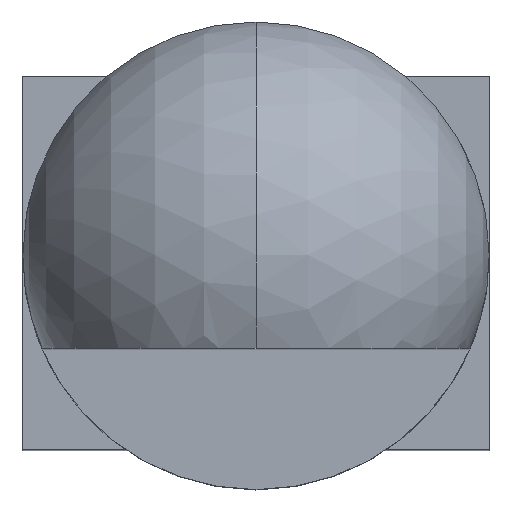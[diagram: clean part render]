
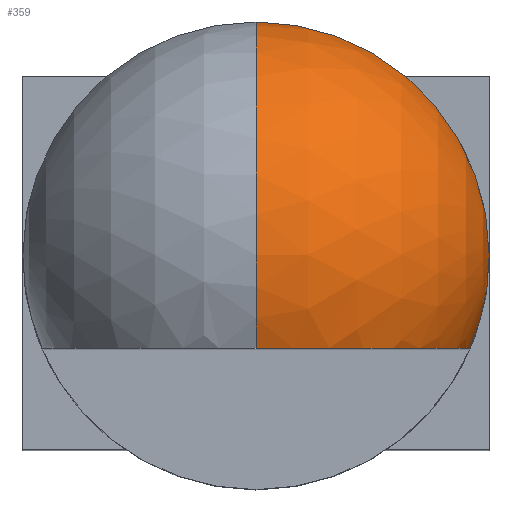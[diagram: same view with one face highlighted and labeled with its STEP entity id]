
A CAD part, top view. The second image highlights one B-rep face of the part: STEP entity #359.
In plain terms, the highlighted spherical face has radius 2.5 mm.
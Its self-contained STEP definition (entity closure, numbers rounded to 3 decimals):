
#5 = VERTEX_POINT ( 'NONE', #658 ) ;
#20 = AXIS2_PLACEMENT_3D ( 'NONE', #546, #595, #26 ) ;
#26 = DIRECTION ( 'NONE',  ( 1., 0., 0. ) ) ;
#38 = VERTEX_POINT ( 'NONE', #442 ) ;
#63 = AXIS2_PLACEMENT_3D ( 'NONE', #105, #426, #423 ) ;
#69 = DIRECTION ( 'NONE',  ( 0., 1., 0. ) ) ;
#71 = EDGE_CURVE ( 'NONE', #5, #563, #108, .T. ) ;
#81 = CIRCLE ( 'NONE', #104, 2.5 ) ;
#86 = CIRCLE ( 'NONE', #63, 2.5 ) ;
#92 = EDGE_CURVE ( 'NONE', #356, #5, #435, .T. ) ;
#104 = AXIS2_PLACEMENT_3D ( 'NONE', #491, #540, #116 ) ;
#105 = CARTESIAN_POINT ( 'NONE',  ( 0., 0., 27.705 ) ) ;
#108 = CIRCLE ( 'NONE', #20, 2.5 ) ;
#116 = DIRECTION ( 'NONE',  ( 1., 0., 0. ) ) ;
#133 = ORIENTED_EDGE ( 'NONE', *, *, #159, .F. ) ;
#150 = DIRECTION ( 'NONE',  ( 0., 1., 0. ) ) ;
#152 = DIRECTION ( 'NONE',  ( -1., 0., 0. ) ) ;
#159 = EDGE_CURVE ( 'NONE', #38, #298, #272, .T. ) ;
#204 = DIRECTION ( 'NONE',  ( 0., 0., 1. ) ) ;
#227 = EDGE_CURVE ( 'NONE', #38, #356, #86, .T. ) ;
#229 = SPHERICAL_SURFACE ( 'NONE', #557, 2.5 ) ;
#272 = CIRCLE ( 'NONE', #569, 2.5 ) ;
#284 = ORIENTED_EDGE ( 'NONE', *, *, #301, .T. ) ;
#298 = VERTEX_POINT ( 'NONE', #417 ) ;
#301 = EDGE_CURVE ( 'NONE', #563, #298, #81, .T. ) ;
#323 = CARTESIAN_POINT ( 'NONE',  ( 0., -1., 29.996 ) ) ;
#336 = FACE_OUTER_BOUND ( 'NONE', #430, .T. ) ;
#356 = VERTEX_POINT ( 'NONE', #323 ) ;
#359 = ADVANCED_FACE ( 'NONE', ( #336 ), #229, .T. ) ;
#387 = AXIS2_PLACEMENT_3D ( 'NONE', #612, #150, #410 ) ;
#406 = ORIENTED_EDGE ( 'NONE', *, *, #92, .T. ) ;
#410 = DIRECTION ( 'NONE',  ( 0., 0., -1. ) ) ;
#417 = CARTESIAN_POINT ( 'NONE',  ( 0., 2.5, 27.705 ) ) ;
#423 = DIRECTION ( 'NONE',  ( 0., 1., 0. ) ) ;
#426 = DIRECTION ( 'NONE',  ( 1., 0., 0. ) ) ;
#430 = EDGE_LOOP ( 'NONE', ( #133, #498, #406, #544, #284 ) ) ;
#435 = CIRCLE ( 'NONE', #387, 2.291 ) ;
#442 = CARTESIAN_POINT ( 'NONE',  ( 0., 0., 30.205 ) ) ;
#475 = CARTESIAN_POINT ( 'NONE',  ( 0., 0., 27.705 ) ) ;
#491 = CARTESIAN_POINT ( 'NONE',  ( 0., 0., 27.705 ) ) ;
#498 = ORIENTED_EDGE ( 'NONE', *, *, #227, .T. ) ;
#540 = DIRECTION ( 'NONE',  ( 0., 0., 1. ) ) ;
#544 = ORIENTED_EDGE ( 'NONE', *, *, #71, .T. ) ;
#546 = CARTESIAN_POINT ( 'NONE',  ( 0., 0., 27.705 ) ) ;
#551 = CARTESIAN_POINT ( 'NONE',  ( 2.5, 0., 27.705 ) ) ;
#557 = AXIS2_PLACEMENT_3D ( 'NONE', #592, #587, #69 ) ;
#563 = VERTEX_POINT ( 'NONE', #551 ) ;
#569 = AXIS2_PLACEMENT_3D ( 'NONE', #475, #152, #204 ) ;
#587 = DIRECTION ( 'NONE',  ( 1., 0., 0. ) ) ;
#592 = CARTESIAN_POINT ( 'NONE',  ( 0., 0., 27.705 ) ) ;
#595 = DIRECTION ( 'NONE',  ( 0., 0., 1. ) ) ;
#612 = CARTESIAN_POINT ( 'NONE',  ( 0., -1., 27.705 ) ) ;
#658 = CARTESIAN_POINT ( 'NONE',  ( 2.291, -1., 27.705 ) ) ;
